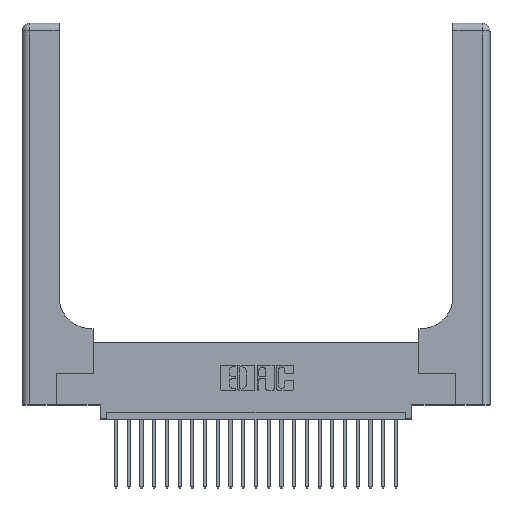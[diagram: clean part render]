
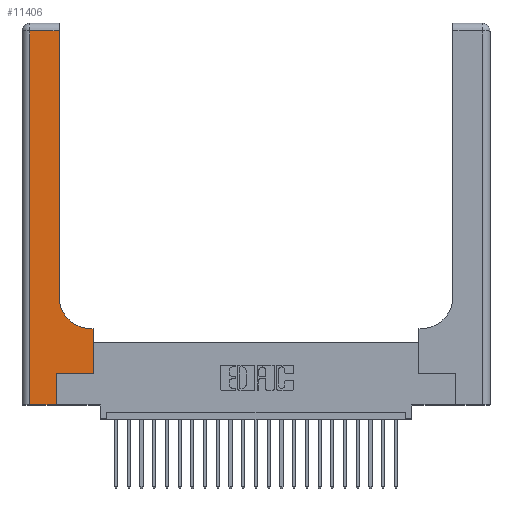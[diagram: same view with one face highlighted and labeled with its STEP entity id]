
A CAD part, top view. The second image highlights one B-rep face of the part: STEP entity #11406.
In plain terms, the highlighted planar face has unit normal (0, 0, 1).
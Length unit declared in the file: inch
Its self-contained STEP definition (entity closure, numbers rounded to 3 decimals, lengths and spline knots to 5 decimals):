
#157 = CARTESIAN_POINT ( 'NONE',  ( 0., 2.94, 0.37 ) ) ;
#240 = CARTESIAN_POINT ( 'NONE',  ( 0.5585, 0.25, 0.37 ) ) ;
#479 = DIRECTION ( 'NONE',  ( 0., 1., 0. ) ) ;
#768 = ORIENTED_EDGE ( 'NONE', *, *, #12114, .T. ) ;
#1439 = VERTEX_POINT ( 'NONE', #19054 ) ;
#1581 = VECTOR ( 'NONE', #2086, 39.37008 ) ;
#1737 = CARTESIAN_POINT ( 'NONE',  ( 0.269, 0.25, 0.37 ) ) ;
#2002 = VECTOR ( 'NONE', #19863, 39.37008 ) ;
#2086 = DIRECTION ( 'NONE',  ( -1., 0., 0. ) ) ;
#2143 = CARTESIAN_POINT ( 'NONE',  ( 0.2915, 2.94, 0.37 ) ) ;
#2202 = VECTOR ( 'NONE', #3255, 39.37008 ) ;
#2305 = ORIENTED_EDGE ( 'NONE', *, *, #16844, .T. ) ;
#2344 = LINE ( 'NONE', #13408, #22453 ) ;
#2649 = CARTESIAN_POINT ( 'NONE',  ( 0.269, 0., 0.37 ) ) ;
#2773 = VECTOR ( 'NONE', #479, 39.37008 ) ;
#2870 = VECTOR ( 'NONE', #9982, 39.37008 ) ;
#2945 = VERTEX_POINT ( 'NONE', #10953 ) ;
#3255 = DIRECTION ( 'NONE',  ( 1., 0., 0. ) ) ;
#4640 = CARTESIAN_POINT ( 'NONE',  ( 0.5415, 0.85, 0.37 ) ) ;
#4773 = EDGE_CURVE ( 'NONE', #7480, #16818, #21396, .T. ) ;
#5920 = CARTESIAN_POINT ( 'NONE',  ( 0.269, 0.25, 0.37 ) ) ;
#5954 = EDGE_CURVE ( 'NONE', #16818, #2945, #23478, .T. ) ;
#6400 = DIRECTION ( 'NONE',  ( 1., 0., 0. ) ) ;
#6982 = DIRECTION ( 'NONE',  ( -1., 0., 0. ) ) ;
#7480 = VERTEX_POINT ( 'NONE', #1737 ) ;
#7682 = LINE ( 'NONE', #157, #1581 ) ;
#7836 = CARTESIAN_POINT ( 'NONE',  ( 0.06, 2.94, 0.37 ) ) ;
#8321 = DIRECTION ( 'NONE',  ( 1., 0., 0. ) ) ;
#8701 = LINE ( 'NONE', #23311, #2870 ) ;
#9306 = FACE_OUTER_BOUND ( 'NONE', #24912, .T. ) ;
#9982 = DIRECTION ( 'NONE',  ( 0., 1., 0. ) ) ;
#10147 = VERTEX_POINT ( 'NONE', #21323 ) ;
#10692 = AXIS2_PLACEMENT_3D ( 'NONE', #19816, #23895, #6982 ) ;
#10953 = CARTESIAN_POINT ( 'NONE',  ( 0.5585, 0.6, 0.37 ) ) ;
#11406 = ADVANCED_FACE ( 'NONE', ( #9306 ), #21189, .F. ) ;
#11562 = VECTOR ( 'NONE', #6400, 39.37008 ) ;
#11635 = VERTEX_POINT ( 'NONE', #14668 ) ;
#12114 = EDGE_CURVE ( 'NONE', #20793, #7480, #8701, .T. ) ;
#12200 = AXIS2_PLACEMENT_3D ( 'NONE', #4640, #23860, #8321 ) ;
#12393 = CARTESIAN_POINT ( 'NONE',  ( 0.5585, 0.25, 0.37 ) ) ;
#12894 = ORIENTED_EDGE ( 'NONE', *, *, #19577, .T. ) ;
#13096 = LINE ( 'NONE', #21460, #11562 ) ;
#13408 = CARTESIAN_POINT ( 'NONE',  ( 0.2915, 0.6, 0.37 ) ) ;
#14275 = ORIENTED_EDGE ( 'NONE', *, *, #18266, .T. ) ;
#14348 = EDGE_CURVE ( 'NONE', #22710, #10147, #19349, .T. ) ;
#14668 = CARTESIAN_POINT ( 'NONE',  ( 0.5415, 0.6, 0.37 ) ) ;
#15156 = LINE ( 'NONE', #15209, #17901 ) ;
#15209 = CARTESIAN_POINT ( 'NONE',  ( 0.2915, 3., 0.37 ) ) ;
#15278 = VERTEX_POINT ( 'NONE', #2143 ) ;
#16638 = CIRCLE ( 'NONE', #12200, 0.25 ) ;
#16770 = ORIENTED_EDGE ( 'NONE', *, *, #5954, .T. ) ;
#16818 = VERTEX_POINT ( 'NONE', #240 ) ;
#16844 = EDGE_CURVE ( 'NONE', #15278, #22710, #7682, .T. ) ;
#17217 = ORIENTED_EDGE ( 'NONE', *, *, #14348, .T. ) ;
#17901 = VECTOR ( 'NONE', #19122, 39.37008 ) ;
#18132 = CARTESIAN_POINT ( 'NONE',  ( 0.06, 3., 0.37 ) ) ;
#18266 = EDGE_CURVE ( 'NONE', #10147, #20793, #13096, .T. ) ;
#18956 = ORIENTED_EDGE ( 'NONE', *, *, #4773, .T. ) ;
#19054 = CARTESIAN_POINT ( 'NONE',  ( 0.2915, 0.85, 0.37 ) ) ;
#19122 = DIRECTION ( 'NONE',  ( 0., 1., 0. ) ) ;
#19349 = LINE ( 'NONE', #18132, #2002 ) ;
#19577 = EDGE_CURVE ( 'NONE', #1439, #15278, #15156, .T. ) ;
#19816 = CARTESIAN_POINT ( 'NONE',  ( 0., 3., 0.37 ) ) ;
#19863 = DIRECTION ( 'NONE',  ( 0., -1., 0. ) ) ;
#20203 = EDGE_CURVE ( 'NONE', #2945, #11635, #2344, .T. ) ;
#20793 = VERTEX_POINT ( 'NONE', #2649 ) ;
#21189 = PLANE ( 'NONE',  #10692 ) ;
#21323 = CARTESIAN_POINT ( 'NONE',  ( 0.06, 0., 0.37 ) ) ;
#21396 = LINE ( 'NONE', #5920, #2202 ) ;
#21460 = CARTESIAN_POINT ( 'NONE',  ( 0., 0., 0.37 ) ) ;
#22453 = VECTOR ( 'NONE', #25135, 39.37008 ) ;
#22710 = VERTEX_POINT ( 'NONE', #7836 ) ;
#23311 = CARTESIAN_POINT ( 'NONE',  ( 0.269, 0., 0.37 ) ) ;
#23478 = LINE ( 'NONE', #12393, #2773 ) ;
#23498 = ORIENTED_EDGE ( 'NONE', *, *, #20203, .T. ) ;
#23562 = ORIENTED_EDGE ( 'NONE', *, *, #23758, .T. ) ;
#23758 = EDGE_CURVE ( 'NONE', #11635, #1439, #16638, .T. ) ;
#23860 = DIRECTION ( 'NONE',  ( 0., 0., -1. ) ) ;
#23895 = DIRECTION ( 'NONE',  ( 0., 0., -1. ) ) ;
#24912 = EDGE_LOOP ( 'NONE', ( #12894, #2305, #17217, #14275, #768, #18956, #16770, #23498, #23562 ) ) ;
#25135 = DIRECTION ( 'NONE',  ( -1., 0., 0. ) ) ;
